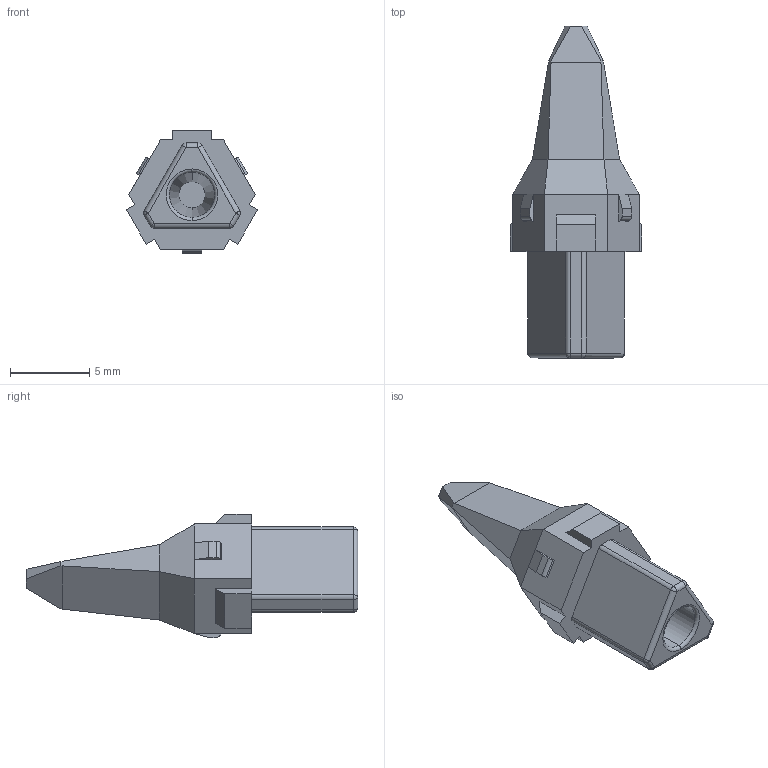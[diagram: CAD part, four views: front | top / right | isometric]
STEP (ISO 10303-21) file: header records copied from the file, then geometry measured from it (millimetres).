
FILE_DESCRIPTION((''),'2;1');
FILE_NAME('AW3P-1939','2016-05-10T',('Orion.Li'),(''),'PRO/ENGINEER BY PARAMETRIC TECHNOLOGY CORPORATION, 2013230','PRO/ENGINEER BY PARAMETRIC TECHNOLOGY CORPORATION, 2013230','');
FILE_SCHEMA(('CONFIG_CONTROL_DESIGN'));
Length unit declared in the file: millimetre
Products named in the file (1): AW3P-1939
Bounding box: 8.26 x 20.9 x 7.75 mm (x, y, z)
Volume: 359 mm3; surface area: 545 mm2
Topology: 1 solids, 1 shells, 88 faces, 212 edges, 128 vertices
Faces by surface type: plane 61, cylinder 17, sphere 6, torus 2, cone 2
Entity records: 2534 total; most frequent: DIRECTION 428, CARTESIAN_POINT 428, ORIENTED_EDGE 424, EDGE_CURVE 212, VECTOR 172, LINE 172, AXIS2_PLACEMENT_3D 128, VERTEX_POINT 128
